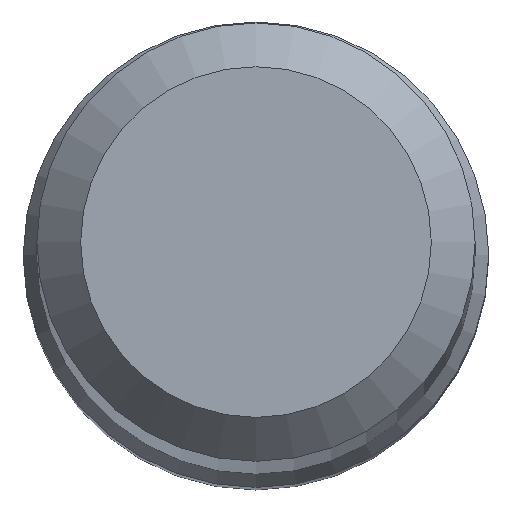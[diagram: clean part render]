
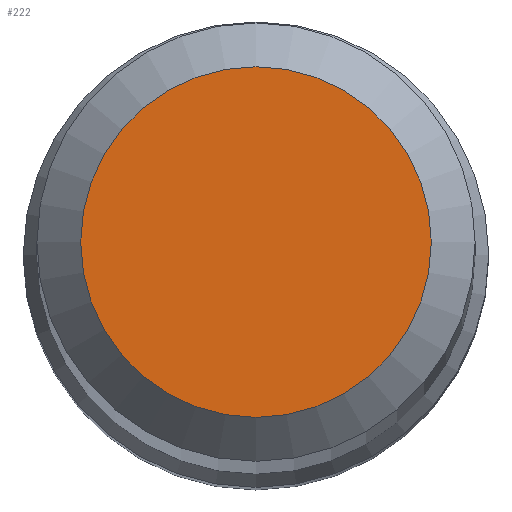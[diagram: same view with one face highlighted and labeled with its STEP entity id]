
A CAD part, top view. The second image highlights one B-rep face of the part: STEP entity #222.
In plain terms, the highlighted planar face has unit normal (0, 0, 1).
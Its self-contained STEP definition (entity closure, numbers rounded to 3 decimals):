
#5 = ORIENTED_EDGE ( 'NONE', *, *, #93, .F. ) ;
#55 = PLANE ( 'NONE',  #66 ) ;
#60 = FACE_OUTER_BOUND ( 'NONE', #202, .T. ) ;
#66 = AXIS2_PLACEMENT_3D ( 'NONE', #78, #153, #201 ) ;
#69 = DIRECTION ( 'NONE',  ( 0., 1., 0. ) ) ;
#78 = CARTESIAN_POINT ( 'NONE',  ( 0., 0., 80. ) ) ;
#82 = CARTESIAN_POINT ( 'NONE',  ( 0., 1.6, 80. ) ) ;
#93 = EDGE_CURVE ( 'NONE', #190, #190, #145, .T. ) ;
#103 = AXIS2_PLACEMENT_3D ( 'NONE', #127, #207, #69 ) ;
#127 = CARTESIAN_POINT ( 'NONE',  ( 0., 0., 80. ) ) ;
#145 = CIRCLE ( 'NONE', #103, 1.6 ) ;
#153 = DIRECTION ( 'NONE',  ( 0., 0., 1. ) ) ;
#190 = VERTEX_POINT ( 'NONE', #82 ) ;
#201 = DIRECTION ( 'NONE',  ( 0., -1., 0. ) ) ;
#202 = EDGE_LOOP ( 'NONE', ( #5 ) ) ;
#207 = DIRECTION ( 'NONE',  ( 0., 0., -1. ) ) ;
#222 = ADVANCED_FACE ( 'NONE', ( #60 ), #55, .T. ) ;
